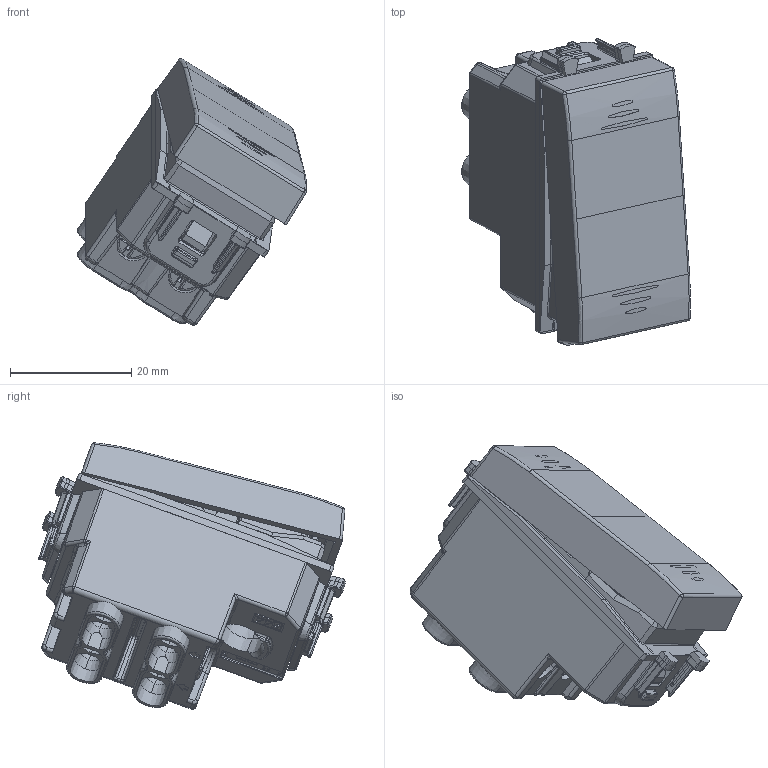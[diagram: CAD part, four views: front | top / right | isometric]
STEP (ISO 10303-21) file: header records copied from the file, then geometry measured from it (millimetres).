
FILE_DESCRIPTION(('CATIA V5 STEP Exchange'),'2;1');
FILE_NAME('441004.stp','2024-02-16T07:18:29+00:00',('none'),('none'),'CATIA Version 5-6 Release 2016 SP6','CATIA V5 STEP AP203','none');
FILE_SCHEMA(('CONFIG_CONTROL_DESIGN'));
Products named in the file (1): 441004
Assembly tree (18 placements, depth 2):
  441004
    #57
    #40546
    #47446
    #50608
    #53512
    #101549
    #135814  x2
    #137501  x4
    #139414  x4
    #140306
    #148597
Bounding box: 37.81 x 50.64 x 44.03 mm (x, y, z)
Volume: 15805.3 mm3; surface area: 26935.5 mm2
Topology: 23 solids, 23 shells, 4482 faces, 11922 edges, 7381 vertices
Faces by surface type: plane 2084, cylinder 1311, bspline 501, cone 305, torus 128, sphere 107, extrusion 38, revolution 8
Entity records: 163516 total; most frequent: CARTESIAN_POINT 73354, ORIENTED_EDGE 21888, DIRECTION 12961, EDGE_CURVE 10944, VERTEX_POINT 6839, VECTOR 5458, LINE 5420, AXIS2_PLACEMENT_3D 4513
